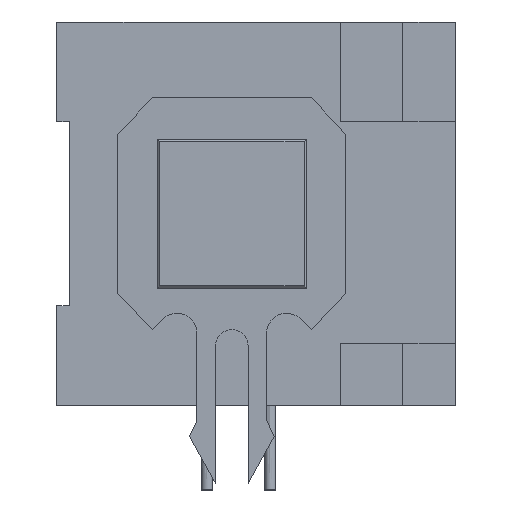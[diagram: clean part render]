
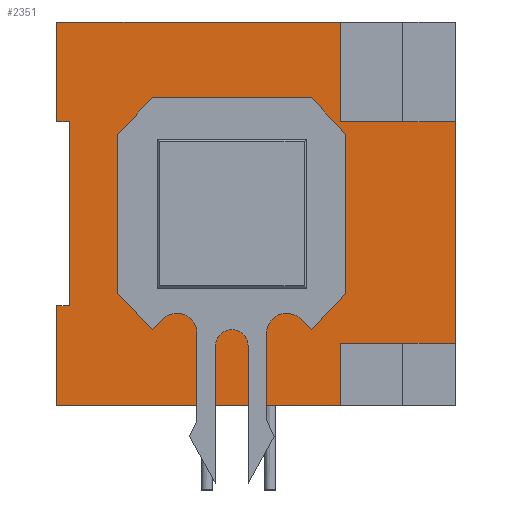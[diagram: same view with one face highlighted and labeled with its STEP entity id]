
A CAD part, left-side view. The second image highlights one B-rep face of the part: STEP entity #2351.
In plain terms, the highlighted planar face has unit normal (-1, 0, 0).
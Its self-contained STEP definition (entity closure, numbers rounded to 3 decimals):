
#2351 = ADVANCED_FACE( '', ( #4857, #4858 ), #4859, .T. );
#4857 = FACE_OUTER_BOUND( '', #10413, .T. );
#4858 = FACE_BOUND( '', #10414, .T. );
#4859 = PLANE( '', #10415 );
#10413 = EDGE_LOOP( '', ( #19507, #19508, #19509, #19510, #19511, #19512, #19513, #19514, #19515, #19516, #19517, #19518 ) );
#10414 = EDGE_LOOP( '', ( #19519, #19520, #19521, #19522 ) );
#10415 = AXIS2_PLACEMENT_3D( '', #19523, #19524, #19525 );
#19507 = ORIENTED_EDGE( '', *, *, #26399, .T. );
#19508 = ORIENTED_EDGE( '', *, *, #24256, .T. );
#19509 = ORIENTED_EDGE( '', *, *, #25626, .T. );
#19510 = ORIENTED_EDGE( '', *, *, #26400, .F. );
#19511 = ORIENTED_EDGE( '', *, *, #23862, .F. );
#19512 = ORIENTED_EDGE( '', *, *, #23984, .T. );
#19513 = ORIENTED_EDGE( '', *, *, #24542, .F. );
#19514 = ORIENTED_EDGE( '', *, *, #24087, .F. );
#19515 = ORIENTED_EDGE( '', *, *, #24110, .T. );
#19516 = ORIENTED_EDGE( '', *, *, #26401, .T. );
#19517 = ORIENTED_EDGE( '', *, *, #26402, .F. );
#19518 = ORIENTED_EDGE( '', *, *, #26403, .F. );
#19519 = ORIENTED_EDGE( '', *, *, #26404, .T. );
#19520 = ORIENTED_EDGE( '', *, *, #26405, .T. );
#19521 = ORIENTED_EDGE( '', *, *, #26406, .T. );
#19522 = ORIENTED_EDGE( '', *, *, #26407, .T. );
#19523 = CARTESIAN_POINT( '', ( -6.075, 0., 0. ) );
#19524 = DIRECTION( '', ( -1., 0., 0. ) );
#19525 = DIRECTION( '', ( 0., 0., 1. ) );
#23862 = EDGE_CURVE( '', #27699, #27700, #27701, .T. );
#23984 = EDGE_CURVE( '', #27699, #27921, #27923, .T. );
#24087 = EDGE_CURVE( '', #28110, #28111, #28112, .T. );
#24110 = EDGE_CURVE( '', #28110, #28149, #28151, .T. );
#24256 = EDGE_CURVE( '', #28406, #28404, #28407, .T. );
#24542 = EDGE_CURVE( '', #28111, #27921, #28909, .T. );
#25626 = EDGE_CURVE( '', #28404, #30667, #30669, .T. );
#26399 = EDGE_CURVE( '', #31774, #28406, #31775, .T. );
#26400 = EDGE_CURVE( '', #27700, #30667, #31776, .T. );
#26401 = EDGE_CURVE( '', #28149, #31777, #31778, .T. );
#26402 = EDGE_CURVE( '', #31779, #31777, #31780, .T. );
#26403 = EDGE_CURVE( '', #31774, #31779, #31781, .T. );
#26404 = EDGE_CURVE( '', #31782, #31783, #31784, .T. );
#26405 = EDGE_CURVE( '', #31783, #31785, #31786, .T. );
#26406 = EDGE_CURVE( '', #31785, #31787, #31788, .T. );
#26407 = EDGE_CURVE( '', #31787, #31782, #31789, .T. );
#27699 = VERTEX_POINT( '', #33370 );
#27700 = VERTEX_POINT( '', #33371 );
#27701 = LINE( '', #33372, #33373 );
#27921 = VERTEX_POINT( '', #33692 );
#27923 = LINE( '', #33695, #33696 );
#28110 = VERTEX_POINT( '', #33975 );
#28111 = VERTEX_POINT( '', #33976 );
#28112 = LINE( '', #33977, #33978 );
#28149 = VERTEX_POINT( '', #34031 );
#28151 = LINE( '', #34034, #34035 );
#28404 = VERTEX_POINT( '', #34397 );
#28406 = VERTEX_POINT( '', #34400 );
#28407 = LINE( '', #34401, #34402 );
#28909 = LINE( '', #35133, #35134 );
#30667 = VERTEX_POINT( '', #37738 );
#30669 = LINE( '', #37741, #37742 );
#31774 = VERTEX_POINT( '', #39397 );
#31775 = LINE( '', #39398, #39399 );
#31776 = LINE( '', #39400, #39401 );
#31777 = VERTEX_POINT( '', #39402 );
#31778 = LINE( '', #39403, #39404 );
#31779 = VERTEX_POINT( '', #39405 );
#31780 = LINE( '', #39406, #39407 );
#31781 = LINE( '', #39408, #39409 );
#31782 = VERTEX_POINT( '', #39410 );
#31783 = VERTEX_POINT( '', #39411 );
#31784 = LINE( '', #39412, #39413 );
#31785 = VERTEX_POINT( '', #39414 );
#31786 = LINE( '', #39415, #39416 );
#31787 = VERTEX_POINT( '', #39417 );
#31788 = LINE( '', #39418, #39419 );
#31789 = LINE( '', #39420, #39421 );
#33370 = CARTESIAN_POINT( '', ( -6.075, -8., -5.2 ) );
#33371 = CARTESIAN_POINT( '', ( -6.075, -3.4, -5.2 ) );
#33372 = CARTESIAN_POINT( '', ( -6.075, -5.9, -5.2 ) );
#33373 = VECTOR( '', #41166, 1000. );
#33692 = CARTESIAN_POINT( '', ( -6.075, -8., 3.7 ) );
#33695 = CARTESIAN_POINT( '', ( -6.075, -8., -7.7 ) );
#33696 = VECTOR( '', #41285, 1000. );
#33975 = CARTESIAN_POINT( '', ( -6.075, -3.4, 7.7 ) );
#33976 = CARTESIAN_POINT( '', ( -6.075, -3.4, 3.7 ) );
#33977 = CARTESIAN_POINT( '', ( -6.075, -3.4, 7.7 ) );
#33978 = VECTOR( '', #41381, 1000. );
#34031 = CARTESIAN_POINT( '', ( -6.075, 8., 7.7 ) );
#34034 = CARTESIAN_POINT( '', ( -6.075, -8., 7.7 ) );
#34035 = VECTOR( '', #41402, 1000. );
#34397 = CARTESIAN_POINT( '', ( -6.075, 8., -7.7 ) );
#34400 = CARTESIAN_POINT( '', ( -6.075, 8., -3.7 ) );
#34401 = CARTESIAN_POINT( '', ( -6.075, 8., 7.7 ) );
#34402 = VECTOR( '', #41546, 1000. );
#35133 = CARTESIAN_POINT( '', ( -6.075, -3.4, 3.7 ) );
#35134 = VECTOR( '', #41809, 1000. );
#37738 = CARTESIAN_POINT( '', ( -6.075, -3.4, -7.7 ) );
#37741 = CARTESIAN_POINT( '', ( -6.075, 8., -7.7 ) );
#37742 = VECTOR( '', #42804, 1000. );
#39397 = CARTESIAN_POINT( '', ( -6.075, 7.5, -3.7 ) );
#39398 = CARTESIAN_POINT( '', ( -6.075, 7.5, -3.7 ) );
#39399 = VECTOR( '', #43517, 1000. );
#39400 = CARTESIAN_POINT( '', ( -6.075, -3.4, -5.2 ) );
#39401 = VECTOR( '', #43518, 1000. );
#39402 = CARTESIAN_POINT( '', ( -6.075, 8., 3.7 ) );
#39403 = CARTESIAN_POINT( '', ( -6.075, 8., 7.7 ) );
#39404 = VECTOR( '', #43519, 1000. );
#39405 = CARTESIAN_POINT( '', ( -6.075, 7.5, 3.7 ) );
#39406 = CARTESIAN_POINT( '', ( -6.075, 7.5, 3.7 ) );
#39407 = VECTOR( '', #43520, 1000. );
#39408 = CARTESIAN_POINT( '', ( -6.075, 7.5, -3.7 ) );
#39409 = VECTOR( '', #43521, 1000. );
#39410 = CARTESIAN_POINT( '', ( -6.075, -2.03, 3. ) );
#39411 = CARTESIAN_POINT( '', ( -6.075, -2.03, -3. ) );
#39412 = CARTESIAN_POINT( '', ( -6.075, -2.03, 3. ) );
#39413 = VECTOR( '', #43522, 1000. );
#39414 = CARTESIAN_POINT( '', ( -6.075, 3.97, -3. ) );
#39415 = CARTESIAN_POINT( '', ( -6.075, -2.03, -3. ) );
#39416 = VECTOR( '', #43523, 1000. );
#39417 = CARTESIAN_POINT( '', ( -6.075, 3.97, 3. ) );
#39418 = CARTESIAN_POINT( '', ( -6.075, 3.97, -3. ) );
#39419 = VECTOR( '', #43524, 1000. );
#39420 = CARTESIAN_POINT( '', ( -6.075, 3.97, 3. ) );
#39421 = VECTOR( '', #43525, 1000. );
#41166 = DIRECTION( '', ( 0., 1., 0. ) );
#41285 = DIRECTION( '', ( 0., 0., 1. ) );
#41381 = DIRECTION( '', ( 0., 0., -1. ) );
#41402 = DIRECTION( '', ( 0., 1., 0. ) );
#41546 = DIRECTION( '', ( 0., 0., -1. ) );
#41809 = DIRECTION( '', ( 0., -1., 0. ) );
#42804 = DIRECTION( '', ( 0., -1., 0. ) );
#43517 = DIRECTION( '', ( 0., 1., 0. ) );
#43518 = DIRECTION( '', ( 0., 0., -1. ) );
#43519 = DIRECTION( '', ( 0., 0., -1. ) );
#43520 = DIRECTION( '', ( 0., 1., 0. ) );
#43521 = DIRECTION( '', ( 0., 0., 1. ) );
#43522 = DIRECTION( '', ( 0., 0., -1. ) );
#43523 = DIRECTION( '', ( 0., 1., 0. ) );
#43524 = DIRECTION( '', ( 0., 0., 1. ) );
#43525 = DIRECTION( '', ( 0., -1., 0. ) );
